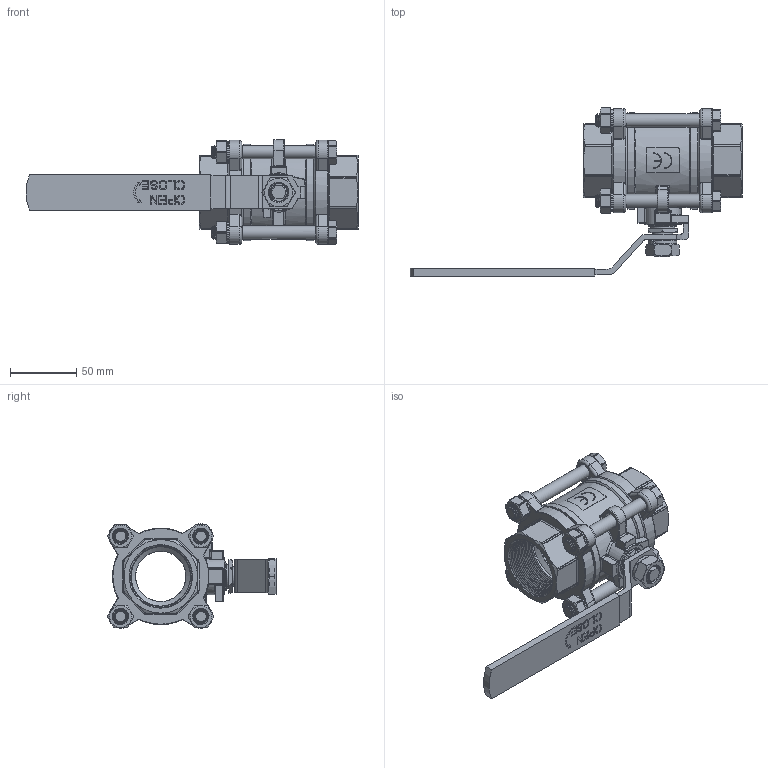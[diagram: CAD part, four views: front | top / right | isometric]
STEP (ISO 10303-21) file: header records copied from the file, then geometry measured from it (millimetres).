
FILE_DESCRIPTION((''),'2;1');
FILE_NAME('911-40.stp','2011-10-27T14:58:29',('gkl'),(''),'Autodesk Inventor 2010','Autodesk Inventor 2010','');
FILE_SCHEMA(('AUTOMOTIVE_DESIGN { 1 0 10303 214 1 1 1 1 }'));
Length unit declared in the file: millimetre
Products named in the file (1): 9040zh-1_asm_Konturvereinfachung_1
Bounding box: 251.18 x 127.31 x 79.4 mm (x, y, z)
Volume: 56.3 mm3; surface area: 117762.6 mm2
Topology: 5 solids, 6 shells, 1885 faces, 5484 edges, 3645 vertices
Faces by surface type: plane 885, cylinder 553, bspline 243, torus 142, cone 48, sphere 14
Full cylindrical faces by diameter (mm): 10 x56, 12 x8, 15 x1, 15.4 x1, 15.5 x1, 18 x1, 19 x1, 19.5 x2, 20.5 x4, 38 x2, 38.1 x2, 45 x30, 53 x4, 61 x2, 63.2 x2, 63.3 x2, 69.3 x2, 70.5 x1, 73 x2
Entity records: 109459 total; most frequent: CARTESIAN_POINT 65587, ORIENTED_EDGE 10140, DIRECTION 7753, EDGE_CURVE 5070, VERTEX_POINT 3439, AXIS2_PLACEMENT_3D 2807, VECTOR 2139, LINE 2139
